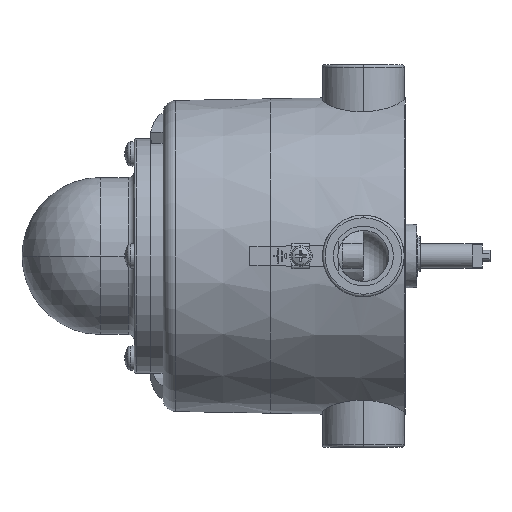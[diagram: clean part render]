
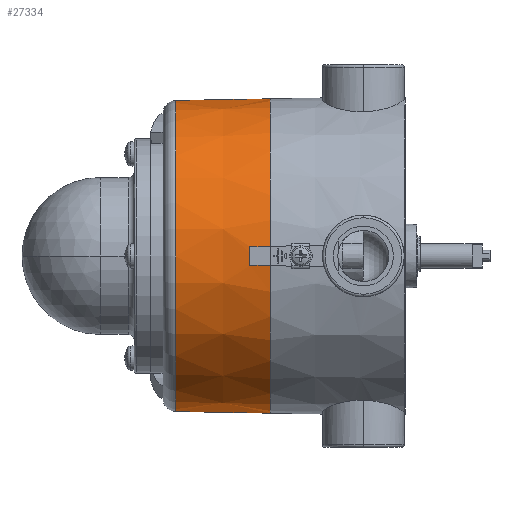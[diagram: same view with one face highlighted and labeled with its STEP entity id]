
A CAD part, left-side view. The second image highlights one B-rep face of the part: STEP entity #27334.
In plain terms, the highlighted conical face has half-angle 1 degrees and reference radius 61.59 mm.
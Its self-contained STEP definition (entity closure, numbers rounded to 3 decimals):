
#460 = EDGE_CURVE ( 'NONE', #22455, #16093, #30068, .T. ) ;
#566 = CIRCLE ( 'NONE', #14433, 61.59 ) ;
#633 = CARTESIAN_POINT ( 'NONE',  ( -61.429, 55.167, -3.753 ) ) ;
#847 = CARTESIAN_POINT ( 'NONE',  ( -61.341, 60.5, 3.66 ) ) ;
#1743 = ORIENTED_EDGE ( 'NONE', *, *, #26663, .T. ) ;
#2234 = CONICAL_SURFACE ( 'NONE', #13336, 61.59, 0.017 ) ;
#3478 = VECTOR ( 'NONE', #7559, 1000. ) ;
#3657 = CARTESIAN_POINT ( 'NONE',  ( 0., 89.587, 0. ) ) ;
#4455 = LINE ( 'NONE', #14198, #9995 ) ;
#4847 = B_SPLINE_CURVE_WITH_KNOTS ( 'NONE', 3,
 ( #847, #17799, #25004, #13223 ),
 .UNSPECIFIED., .F., .F.,
 ( 4, 4 ),
 ( 0., 0.008 ),
 .UNSPECIFIED. ) ;
#5313 = CARTESIAN_POINT ( 'NONE',  ( -61.473, 52.5, 3.8 ) ) ;
#5570 = ORIENTED_EDGE ( 'NONE', *, *, #10627, .F. ) ;
#6260 = CARTESIAN_POINT ( 'NONE',  ( 0., 89.587, 60.943 ) ) ;
#6316 = VERTEX_POINT ( 'NONE', #6260 ) ;
#6501 = EDGE_CURVE ( 'NONE', #6316, #20373, #4455, .T. ) ;
#6644 = ORIENTED_EDGE ( 'NONE', *, *, #13794, .T. ) ;
#6711 = CIRCLE ( 'NONE', #11737, 60.943 ) ;
#6916 = CARTESIAN_POINT ( 'NONE',  ( 0., 89.587, -60.943 ) ) ;
#7445 = DIRECTION ( 'NONE',  ( 0., -1., 0.017 ) ) ;
#7559 = DIRECTION ( 'NONE',  ( 0., -1., -0.017 ) ) ;
#9736 = LINE ( 'NONE', #9858, #3478 ) ;
#9858 = CARTESIAN_POINT ( 'NONE',  ( 0., 52.5, -61.59 ) ) ;
#9995 = VECTOR ( 'NONE', #7445, 1000. ) ;
#10031 = CARTESIAN_POINT ( 'NONE',  ( 0., 52.5, 61.59 ) ) ;
#10158 = CARTESIAN_POINT ( 'NONE',  ( -61.341, 60.5, 3.66 ) ) ;
#10627 = EDGE_CURVE ( 'NONE', #22455, #15168, #566, .T. ) ;
#11737 = AXIS2_PLACEMENT_3D ( 'NONE', #3657, #20180, #18326 ) ;
#12504 = CIRCLE ( 'NONE', #20385, 61.59 ) ;
#12708 = DIRECTION ( 'NONE',  ( 0., -1., 0. ) ) ;
#13050 = VERTEX_POINT ( 'NONE', #10158 ) ;
#13223 = CARTESIAN_POINT ( 'NONE',  ( -61.473, 52.5, 3.8 ) ) ;
#13336 = AXIS2_PLACEMENT_3D ( 'NONE', #17359, #26737, #29118 ) ;
#13381 = CARTESIAN_POINT ( 'NONE',  ( 0., 60.5, 0. ) ) ;
#13616 = CARTESIAN_POINT ( 'NONE',  ( 0., 52.5, 0. ) ) ;
#13794 = EDGE_CURVE ( 'NONE', #6316, #28913, #6711, .T. ) ;
#13903 = ORIENTED_EDGE ( 'NONE', *, *, #16681, .F. ) ;
#14198 = CARTESIAN_POINT ( 'NONE',  ( 0., 52.5, 61.59 ) ) ;
#14433 = AXIS2_PLACEMENT_3D ( 'NONE', #26875, #12708, #29258 ) ;
#15168 = VERTEX_POINT ( 'NONE', #15393 ) ;
#15368 = CIRCLE ( 'NONE', #29856, 61.45 ) ;
#15393 = CARTESIAN_POINT ( 'NONE',  ( 0., 52.5, -61.59 ) ) ;
#16093 = VERTEX_POINT ( 'NONE', #16984 ) ;
#16133 = ORIENTED_EDGE ( 'NONE', *, *, #19789, .T. ) ;
#16302 = DIRECTION ( 'NONE',  ( 0., -1., 0. ) ) ;
#16681 = EDGE_CURVE ( 'NONE', #20373, #21796, #12504, .T. ) ;
#16984 = CARTESIAN_POINT ( 'NONE',  ( -61.341, 60.5, -3.66 ) ) ;
#17359 = CARTESIAN_POINT ( 'NONE',  ( 0., 52.5, 0. ) ) ;
#17770 = ORIENTED_EDGE ( 'NONE', *, *, #460, .T. ) ;
#17799 = CARTESIAN_POINT ( 'NONE',  ( -61.385, 57.833, 3.707 ) ) ;
#18326 = DIRECTION ( 'NONE',  ( 0., 0., -1. ) ) ;
#18686 = DIRECTION ( 'NONE',  ( 0., 0., -1. ) ) ;
#18981 = ORIENTED_EDGE ( 'NONE', *, *, #30009, .F. ) ;
#19542 = CARTESIAN_POINT ( 'NONE',  ( -61.385, 57.833, -3.707 ) ) ;
#19789 = EDGE_CURVE ( 'NONE', #28913, #15168, #9736, .T. ) ;
#20180 = DIRECTION ( 'NONE',  ( 0., -1., 0. ) ) ;
#20373 = VERTEX_POINT ( 'NONE', #10031 ) ;
#20385 = AXIS2_PLACEMENT_3D ( 'NONE', #13616, #16302, #18686 ) ;
#21796 = VERTEX_POINT ( 'NONE', #5313 ) ;
#22455 = VERTEX_POINT ( 'NONE', #25280 ) ;
#22609 = FACE_OUTER_BOUND ( 'NONE', #24440, .T. ) ;
#24440 = EDGE_LOOP ( 'NONE', ( #6644, #16133, #5570, #17770, #18981, #1743, #13903, #27448 ) ) ;
#24489 = CARTESIAN_POINT ( 'NONE',  ( -61.473, 52.5, -3.8 ) ) ;
#24952 = DIRECTION ( 'NONE',  ( 0., 0., -1. ) ) ;
#25004 = CARTESIAN_POINT ( 'NONE',  ( -61.429, 55.167, 3.753 ) ) ;
#25280 = CARTESIAN_POINT ( 'NONE',  ( -61.473, 52.5, -3.8 ) ) ;
#26663 = EDGE_CURVE ( 'NONE', #13050, #21796, #4847, .T. ) ;
#26737 = DIRECTION ( 'NONE',  ( 0., -1., 0. ) ) ;
#26759 = CARTESIAN_POINT ( 'NONE',  ( -61.341, 60.5, -3.66 ) ) ;
#26875 = CARTESIAN_POINT ( 'NONE',  ( 0., 52.5, 0. ) ) ;
#27334 = ADVANCED_FACE ( 'NONE', ( #22609 ), #2234, .T. ) ;
#27448 = ORIENTED_EDGE ( 'NONE', *, *, #6501, .F. ) ;
#28913 = VERTEX_POINT ( 'NONE', #6916 ) ;
#29118 = DIRECTION ( 'NONE',  ( 0., 0., 1. ) ) ;
#29258 = DIRECTION ( 'NONE',  ( 0., 0., -1. ) ) ;
#29856 = AXIS2_PLACEMENT_3D ( 'NONE', #13381, #29901, #24952 ) ;
#29901 = DIRECTION ( 'NONE',  ( 0., -1., 0. ) ) ;
#30009 = EDGE_CURVE ( 'NONE', #13050, #16093, #15368, .T. ) ;
#30068 = B_SPLINE_CURVE_WITH_KNOTS ( 'NONE', 3,
 ( #24489, #633, #19542, #26759 ),
 .UNSPECIFIED., .F., .F.,
 ( 4, 4 ),
 ( 0., 0.008 ),
 .UNSPECIFIED. ) ;
